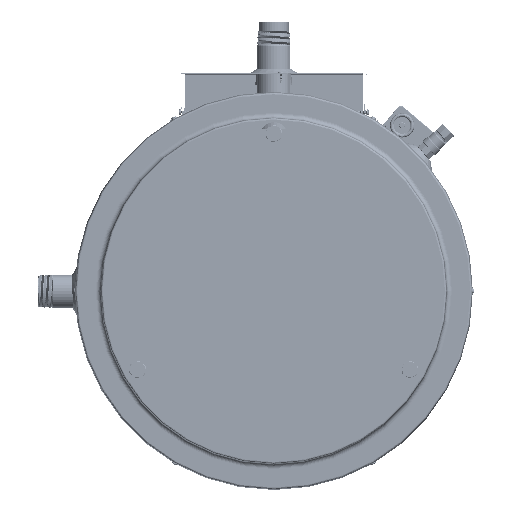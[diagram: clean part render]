
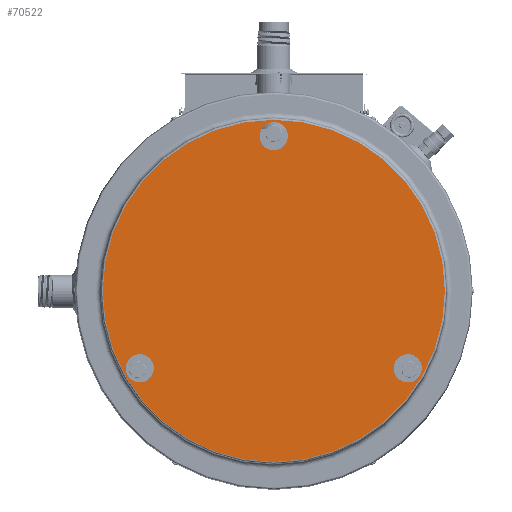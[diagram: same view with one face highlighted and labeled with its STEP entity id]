
A CAD part, front view. The second image highlights one B-rep face of the part: STEP entity #70522.
In plain terms, the highlighted planar face has unit normal (0, -1, 0).
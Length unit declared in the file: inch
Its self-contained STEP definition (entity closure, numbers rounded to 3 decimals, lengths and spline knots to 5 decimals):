
#7086 = FACE_OUTER_BOUND ( 'NONE', #30802, .T. ) ;
#14087 = AXIS2_PLACEMENT_3D ( 'NONE', #149551, #147779, #150445 ) ;
#19114 = EDGE_CURVE ( 'NONE', #68046, #68046, #102446, .T. ) ;
#22994 = AXIS2_PLACEMENT_3D ( 'NONE', #158137, #34363, #103930 ) ;
#25928 = CARTESIAN_POINT ( 'NONE',  ( 0., -0.5299, 12. ) ) ;
#30802 = EDGE_LOOP ( 'NONE', ( #34406 ) ) ;
#32280 = DIRECTION ( 'NONE',  ( 0., 1., 0. ) ) ;
#33554 = CARTESIAN_POINT ( 'NONE',  ( 0., -0.5299, 12.16318 ) ) ;
#34151 = PLANE ( 'NONE',  #55809 ) ;
#34363 = DIRECTION ( 'NONE',  ( 0., -1., 0. ) ) ;
#34406 = ORIENTED_EDGE ( 'NONE', *, *, #75555, .T. ) ;
#35373 = ORIENTED_EDGE ( 'NONE', *, *, #48237, .T. ) ;
#41850 = AXIS2_PLACEMENT_3D ( 'NONE', #45766, #32280, #152717 ) ;
#45766 = CARTESIAN_POINT ( 'NONE',  ( 9.52628, -0.5299, -5.5 ) ) ;
#45954 = EDGE_LOOP ( 'NONE', ( #167400 ) ) ;
#47663 = DIRECTION ( 'NONE',  ( 0., 0., 1. ) ) ;
#48237 = EDGE_CURVE ( 'NONE', #55721, #55721, #146865, .T. ) ;
#50391 = CARTESIAN_POINT ( 'NONE',  ( -9.52628, -0.5299, -5.5 ) ) ;
#55721 = VERTEX_POINT ( 'NONE', #25928 ) ;
#55809 = AXIS2_PLACEMENT_3D ( 'NONE', #129038, #131681, #47663 ) ;
#61717 = ORIENTED_EDGE ( 'NONE', *, *, #99755, .T. ) ;
#63042 = DIRECTION ( 'NONE',  ( 0., 1., 0. ) ) ;
#63220 = EDGE_LOOP ( 'NONE', ( #61717 ) ) ;
#67141 = CARTESIAN_POINT ( 'NONE',  ( 9.52628, -0.5299, -4.5 ) ) ;
#68046 = VERTEX_POINT ( 'NONE', #67141 ) ;
#70522 = ADVANCED_FACE ( 'NONE', ( #71251, #85716, #129943, #7086 ), #34151, .T. ) ;
#71251 = FACE_BOUND ( 'NONE', #45954, .T. ) ;
#75555 = EDGE_CURVE ( 'NONE', #142893, #142893, #77862, .T. ) ;
#77862 = CIRCLE ( 'NONE', #22994, 12.16318 ) ;
#85716 = FACE_BOUND ( 'NONE', #63220, .T. ) ;
#99755 = EDGE_CURVE ( 'NONE', #110420, #110420, #106182, .T. ) ;
#102446 = CIRCLE ( 'NONE', #41850, 1. ) ;
#103930 = DIRECTION ( 'NONE',  ( 0., 0., 1. ) ) ;
#106182 = CIRCLE ( 'NONE', #115003, 1. ) ;
#106398 = DIRECTION ( 'NONE',  ( 0., 0., 1. ) ) ;
#110114 = EDGE_LOOP ( 'NONE', ( #35373 ) ) ;
#110420 = VERTEX_POINT ( 'NONE', #134832 ) ;
#115003 = AXIS2_PLACEMENT_3D ( 'NONE', #50391, #63042, #106398 ) ;
#129038 = CARTESIAN_POINT ( 'NONE',  ( 0., -0.5299, 0. ) ) ;
#129943 = FACE_BOUND ( 'NONE', #110114, .T. ) ;
#131681 = DIRECTION ( 'NONE',  ( 0., -1., 0. ) ) ;
#134832 = CARTESIAN_POINT ( 'NONE',  ( -9.52628, -0.5299, -4.5 ) ) ;
#142893 = VERTEX_POINT ( 'NONE', #33554 ) ;
#146865 = CIRCLE ( 'NONE', #14087, 1. ) ;
#147779 = DIRECTION ( 'NONE',  ( 0., 1., 0. ) ) ;
#149551 = CARTESIAN_POINT ( 'NONE',  ( 0., -0.5299, 11. ) ) ;
#150445 = DIRECTION ( 'NONE',  ( 0., 0., 1. ) ) ;
#152717 = DIRECTION ( 'NONE',  ( 0., 0., 1. ) ) ;
#158137 = CARTESIAN_POINT ( 'NONE',  ( 0., -0.5299, 0. ) ) ;
#167400 = ORIENTED_EDGE ( 'NONE', *, *, #19114, .T. ) ;
